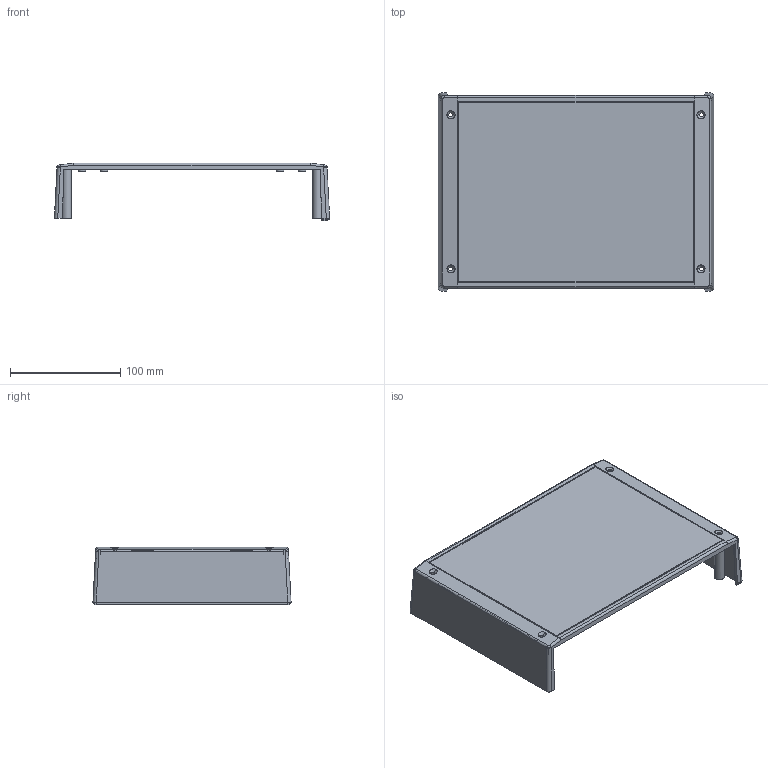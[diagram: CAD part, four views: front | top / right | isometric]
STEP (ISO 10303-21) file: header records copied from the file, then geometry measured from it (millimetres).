
FILE_DESCRIPTION((''),'2;1');
FILE_NAME('2091_LARGE_BOTTOM_B_CCT','2009-02-03T',('oluf'),(''),'PRO/ENGINEER BY PARAMETRIC TECHNOLOGY CORPORATION, 2001440','PRO/ENGINEER BY PARAMETRIC TECHNOLOGY CORPORATION, 2001440','');
FILE_SCHEMA(('CONFIG_CONTROL_DESIGN'));
Length unit declared in the file: millimetre
Products named in the file (1): 2091_LARGE_BOTTOM_B_CCT
Bounding box: 250 x 180 x 52.5 mm (x, y, z)
Volume: 173526.2 mm3; surface area: 138488.9 mm2
Topology: 1 solids, 1 shells, 251 faces, 642 edges, 416 vertices
Faces by surface type: plane 153, cylinder 46, cone 40, bspline 8, sphere 4
Entity records: 8203 total; most frequent: CARTESIAN_POINT 2119, ORIENTED_EDGE 1276, DIRECTION 1194, EDGE_CURVE 638, VERTEX_POINT 416, VECTOR 410, LINE 410, AXIS2_PLACEMENT_3D 392
